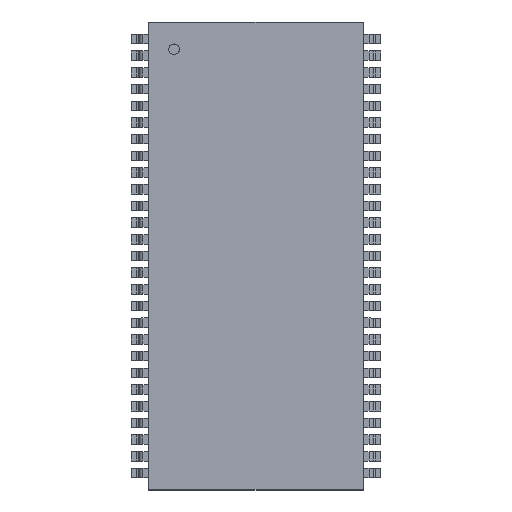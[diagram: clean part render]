
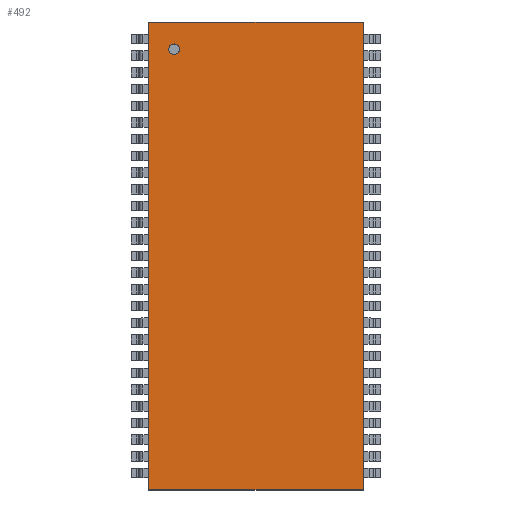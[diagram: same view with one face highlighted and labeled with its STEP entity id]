
A CAD part, top view. The second image highlights one B-rep face of the part: STEP entity #492.
In plain terms, the highlighted planar face has unit normal (0, 0, 1).
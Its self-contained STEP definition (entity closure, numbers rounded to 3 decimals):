
#268=CARTESIAN_POINT('',(5.143,-11.214,1.194));
#267=VERTEX_POINT('',#268);
#278=CARTESIAN_POINT('',(-5.143,-11.214,1.194));
#277=VERTEX_POINT('',#278);
#276=EDGE_CURVE('',#277,#267,#281,.T.);
#281=LINE('',#278,#283);
#283=VECTOR('',#284,10.287);
#284=DIRECTION('',(1.0,0.0,0.0));
#317=CARTESIAN_POINT('',(5.143,11.214,1.194));
#316=VERTEX_POINT('',#317);
#325=EDGE_CURVE('',#267,#316,#330,.T.);
#330=LINE('',#268,#332);
#332=VECTOR('',#333,22.428);
#333=DIRECTION('',(0.0,1.0,0.0));
#366=CARTESIAN_POINT('',(-5.143,11.214,1.194));
#365=VERTEX_POINT('',#366);
#374=EDGE_CURVE('',#316,#365,#379,.T.);
#379=LINE('',#317,#381);
#381=VECTOR('',#382,10.287);
#382=DIRECTION('',(-1.0,0.0,0.0));
#423=EDGE_CURVE('',#365,#277,#428,.T.);
#428=LINE('',#366,#430);
#430=VECTOR('',#431,22.428);
#431=DIRECTION('',(0.0,-1.0,0.0));
#492=ADVANCED_FACE('',(#498),#493,.T.);
#493=PLANE('',#494);
#494=AXIS2_PLACEMENT_3D('',#495,#496,#497);
#495=CARTESIAN_POINT('',(-5.143,-11.214,1.194));
#496=DIRECTION('',(0.0,0.0,1.0));
#497=DIRECTION('',(0.,1.,0.));
#498=FACE_OUTER_BOUND('',#499,.T.);
#499=EDGE_LOOP('',(#500,#510,#520,#530));
#500=ORIENTED_EDGE('',*,*,#276,.T.);
#510=ORIENTED_EDGE('',*,*,#325,.T.);
#520=ORIENTED_EDGE('',*,*,#374,.T.);
#530=ORIENTED_EDGE('',*,*,#423,.T.);
